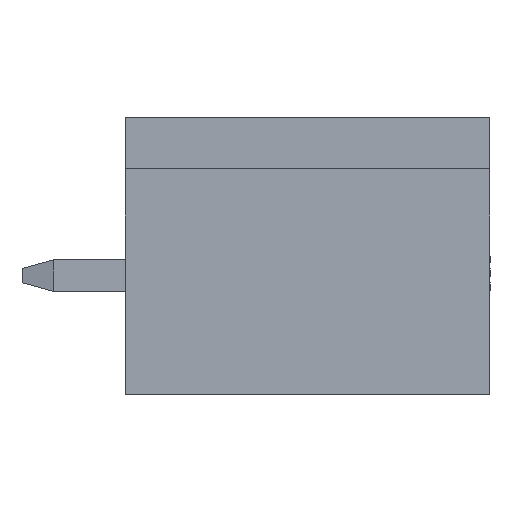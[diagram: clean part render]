
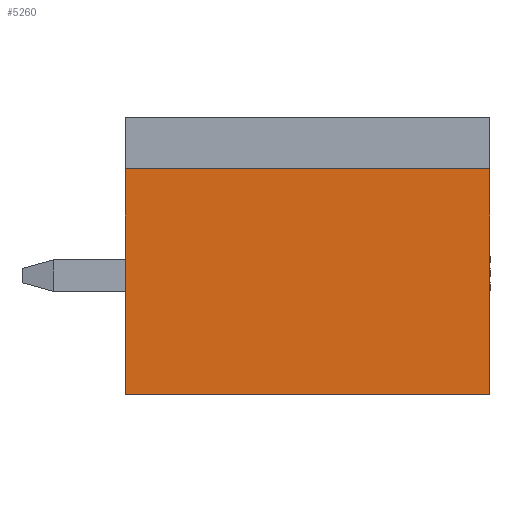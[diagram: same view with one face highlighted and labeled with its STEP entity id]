
A CAD part, left-side view. The second image highlights one B-rep face of the part: STEP entity #5260.
In plain terms, the highlighted planar face has unit normal (-1, 0, 0).
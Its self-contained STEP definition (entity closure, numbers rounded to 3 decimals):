
#888=ORIENTED_EDGE('',*,*,#2019,.F.);
#889=ORIENTED_EDGE('',*,*,#2118,.F.);
#890=ORIENTED_EDGE('',*,*,#1992,.F.);
#891=ORIENTED_EDGE('',*,*,#1939,.F.);
#1939=EDGE_CURVE('',#2661,#2662,#3205,.T.);
#1992=EDGE_CURVE('',#2662,#2709,#3246,.T.);
#2019=EDGE_CURVE('',#2729,#2661,#3269,.T.);
#2118=EDGE_CURVE('',#2709,#2729,#3365,.T.);
#2661=VERTEX_POINT('',#7634);
#2662=VERTEX_POINT('',#7636);
#2709=VERTEX_POINT('',#7739);
#2729=VERTEX_POINT('',#7790);
#3205=LINE('',#7635,#3855);
#3246=LINE('',#7738,#3896);
#3269=LINE('',#7791,#3919);
#3365=LINE('',#7990,#4015);
#3855=VECTOR('',#6154,1000.);
#3896=VECTOR('',#6225,1000.);
#3919=VECTOR('',#6266,1000.);
#4015=VECTOR('',#6462,1000.);
#4466=EDGE_LOOP('',(#888,#889,#890,#891));
#4761=FACE_BOUND('',#4466,.T.);
#5028=PLANE('',#5606);
#5260=ADVANCED_FACE('',(#4761),#5028,.F.);
#5606=AXIS2_PLACEMENT_3D('',#7991,#6463,#6464);
#6154=DIRECTION('',(0.,1.,0.));
#6225=DIRECTION('',(0.,0.,1.));
#6266=DIRECTION('',(0.,0.,-1.));
#6462=DIRECTION('',(0.,-1.,0.));
#6463=DIRECTION('',(1.,0.,0.));
#6464=DIRECTION('',(0.,0.,-1.));
#7634=CARTESIAN_POINT('',(-8.65,0.,-3.5));
#7635=CARTESIAN_POINT('',(-8.65,0.,-3.5));
#7636=CARTESIAN_POINT('',(-8.65,9.2,-3.5));
#7738=CARTESIAN_POINT('',(-8.65,9.2,-3.5));
#7739=CARTESIAN_POINT('',(-8.65,9.2,2.2));
#7790=CARTESIAN_POINT('',(-8.65,0.,2.2));
#7791=CARTESIAN_POINT('',(-8.65,0.,2.2));
#7990=CARTESIAN_POINT('',(-8.65,9.2,2.2));
#7991=CARTESIAN_POINT('',(-8.65,0.,0.));
